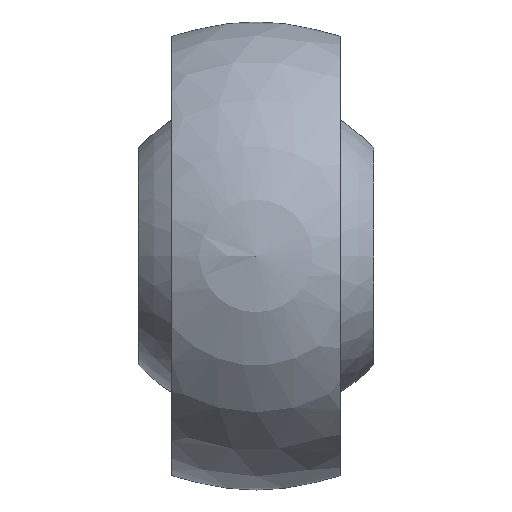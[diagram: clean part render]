
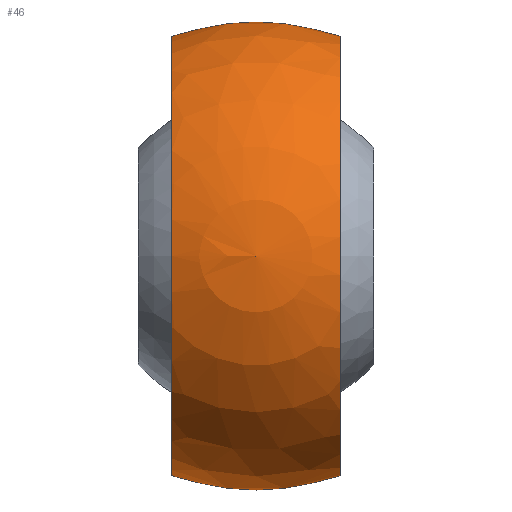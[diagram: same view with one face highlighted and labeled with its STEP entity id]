
A CAD part, left-side view. The second image highlights one B-rep face of the part: STEP entity #46.
In plain terms, the highlighted spherical face has radius 21 mm.
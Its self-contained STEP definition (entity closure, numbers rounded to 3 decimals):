
#46 = ADVANCED_FACE( '', ( #100, #101 ), #102, .T. );
#100 = FACE_BOUND( '', #170, .T. );
#101 = FACE_OUTER_BOUND( '', #171, .T. );
#102 = SPHERICAL_SURFACE( '', #172, 21. );
#170 = VERTEX_LOOP( '', #243 );
#171 = EDGE_LOOP( '', ( #244, #245, #246, #247 ) );
#172 = AXIS2_PLACEMENT_3D( '', #248, #249, #250 );
#243 = VERTEX_POINT( '', #337 );
#244 = ORIENTED_EDGE( '', *, *, #328, .F. );
#245 = ORIENTED_EDGE( '', *, *, #338, .T. );
#246 = ORIENTED_EDGE( '', *, *, #330, .F. );
#247 = ORIENTED_EDGE( '', *, *, #339, .T. );
#248 = CARTESIAN_POINT( '', ( 0., 0., 0. ) );
#249 = DIRECTION( '', ( 1., 0., 0. ) );
#250 = DIRECTION( '', ( 0., 1., 0. ) );
#328 = EDGE_CURVE( '', #364, #367, #368, .T. );
#330 = EDGE_CURVE( '', #369, #365, #371, .T. );
#337 = CARTESIAN_POINT( '', ( -21., 0., 0. ) );
#338 = EDGE_CURVE( '', #364, #365, #381, .F. );
#339 = EDGE_CURVE( '', #369, #367, #382, .F. );
#364 = VERTEX_POINT( '', #416 );
#365 = VERTEX_POINT( '', #417 );
#367 = VERTEX_POINT( '', #446 );
#368 = CIRCLE( '', #447, 13.929 );
#369 = VERTEX_POINT( '', #448 );
#371 = CIRCLE( '', #477, 13.929 );
#381 = CIRCLE( '', #487, 19.615 );
#382 = CIRCLE( '', #488, 19.615 );
#416 = CARTESIAN_POINT( '', ( 15.716, -7.5, -11.737 ) );
#417 = CARTESIAN_POINT( '', ( 15.716, -7.5, 11.737 ) );
#446 = CARTESIAN_POINT( '', ( 15.716, 7.5, -11.737 ) );
#447 = AXIS2_PLACEMENT_3D( '', #522, #523, #524 );
#448 = CARTESIAN_POINT( '', ( 15.716, 7.5, 11.737 ) );
#477 = AXIS2_PLACEMENT_3D( '', #525, #526, #527 );
#487 = AXIS2_PLACEMENT_3D( '', #537, #538, #539 );
#488 = AXIS2_PLACEMENT_3D( '', #540, #541, #542 );
#522 = CARTESIAN_POINT( '', ( 15.716, 0., 0. ) );
#523 = DIRECTION( '', ( 1., 0., 0. ) );
#524 = DIRECTION( '', ( 0., 0., -1. ) );
#525 = CARTESIAN_POINT( '', ( 15.716, 0., 0. ) );
#526 = DIRECTION( '', ( 1., 0., 0. ) );
#527 = DIRECTION( '', ( 0., 0., -1. ) );
#537 = CARTESIAN_POINT( '', ( 0., -7.5, 0. ) );
#538 = DIRECTION( '', ( 0., -1., 0. ) );
#539 = DIRECTION( '', ( 0., 0., -1. ) );
#540 = CARTESIAN_POINT( '', ( 0., 7.5, 0. ) );
#541 = DIRECTION( '', ( 0., 1., 0. ) );
#542 = DIRECTION( '', ( 0., 0., 1. ) );
